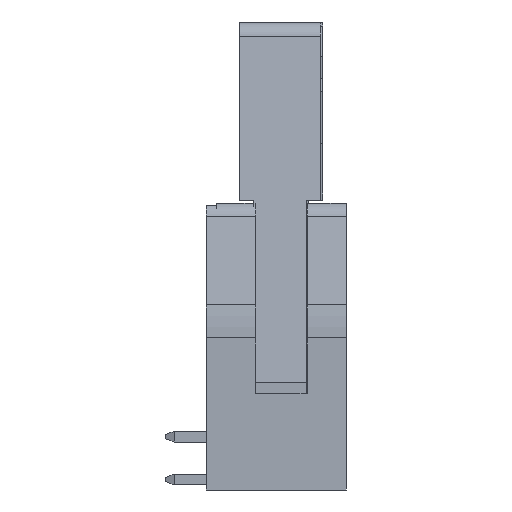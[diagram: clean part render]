
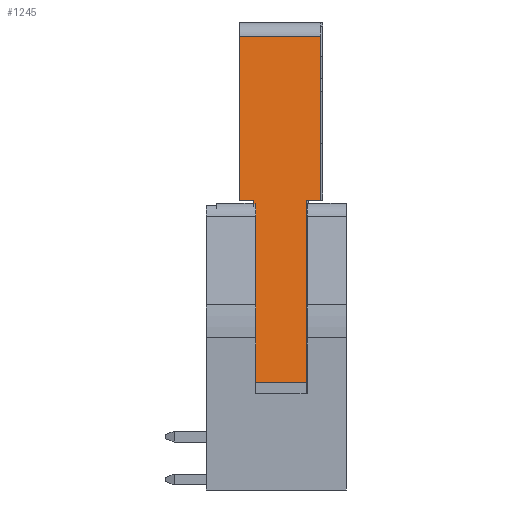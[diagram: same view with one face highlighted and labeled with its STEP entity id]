
A CAD part, left-side view. The second image highlights one B-rep face of the part: STEP entity #1245.
In plain terms, the highlighted face is planar.
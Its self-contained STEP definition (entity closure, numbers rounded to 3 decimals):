
#1245 = ADVANCED_FACE( '', ( #2362 ), #2363, .T. );
#2362 = FACE_OUTER_BOUND( '', #3543, .T. );
#2363 = PLANE( '', #3544 );
#3543 = EDGE_LOOP( '', ( #6194, #6195, #6196, #6197, #6198, #6199, #6200, #6201 ) );
#3544 = AXIS2_PLACEMENT_3D( '', #6202, #6203, #6204 );
#6194 = ORIENTED_EDGE( '', *, *, #8989, .T. );
#6195 = ORIENTED_EDGE( '', *, *, #8990, .F. );
#6196 = ORIENTED_EDGE( '', *, *, #8991, .T. );
#6197 = ORIENTED_EDGE( '', *, *, #8992, .T. );
#6198 = ORIENTED_EDGE( '', *, *, #8993, .F. );
#6199 = ORIENTED_EDGE( '', *, *, #8994, .F. );
#6200 = ORIENTED_EDGE( '', *, *, #7981, .T. );
#6201 = ORIENTED_EDGE( '', *, *, #8889, .F. );
#6202 = CARTESIAN_POINT( '', ( 2., -2.4, 14.239 ) );
#6203 = DIRECTION( '', ( 0.993, 0., 0.118 ) );
#6204 = DIRECTION( '', ( 0.118, 0., -0.993 ) );
#7981 = EDGE_CURVE( '', #9615, #9612, #9616, .T. );
#8889 = EDGE_CURVE( '', #11082, #9612, #11084, .T. );
#8989 = EDGE_CURVE( '', #11082, #11214, #11215, .T. );
#8990 = EDGE_CURVE( '', #11216, #11214, #11217, .T. );
#8991 = EDGE_CURVE( '', #11216, #11218, #11219, .F. );
#8992 = EDGE_CURVE( '', #11218, #11220, #11221, .T. );
#8993 = EDGE_CURVE( '', #11222, #11220, #11223, .T. );
#8994 = EDGE_CURVE( '', #9615, #11222, #11224, .T. );
#9612 = VERTEX_POINT( '', #12014 );
#9615 = VERTEX_POINT( '', #12018 );
#9616 = LINE( '', #12019, #12020 );
#11082 = VERTEX_POINT( '', #14192 );
#11084 = LINE( '', #14195, #14196 );
#11214 = VERTEX_POINT( '', #14389 );
#11215 = LINE( '', #14390, #14391 );
#11216 = VERTEX_POINT( '', #14392 );
#11217 = LINE( '', #14393, #14394 );
#11218 = VERTEX_POINT( '', #14395 );
#11219 = LINE( '', #14396, #14397 );
#11220 = VERTEX_POINT( '', #14398 );
#11221 = LINE( '', #14399, #14400 );
#11222 = VERTEX_POINT( '', #14401 );
#11223 = LINE( '', #14402, #14403 );
#11224 = LINE( '', #14404, #14405 );
#12014 = CARTESIAN_POINT( '', ( 4.65, 1.57, -8.11 ) );
#12018 = CARTESIAN_POINT( '', ( 4.65, -1.57, -8.11 ) );
#12019 = CARTESIAN_POINT( '', ( 4.65, -2.4, -8.11 ) );
#12020 = VECTOR( '', #15183, 1000. );
#14192 = CARTESIAN_POINT( '', ( 3.368, 1.57, 2.703 ) );
#14195 = CARTESIAN_POINT( '', ( 3.368, 1.57, 2.703 ) );
#14196 = VECTOR( '', #16014, 1000. );
#14389 = CARTESIAN_POINT( '', ( 3.368, 2.4, 2.703 ) );
#14390 = CARTESIAN_POINT( '', ( 3.368, 1.57, 2.703 ) );
#14391 = VECTOR( '', #16090, 1000. );
#14392 = CARTESIAN_POINT( '', ( 2.222, 2.4, 12.369 ) );
#14393 = CARTESIAN_POINT( '', ( 2., 2.4, 14.239 ) );
#14394 = VECTOR( '', #16091, 1000. );
#14395 = CARTESIAN_POINT( '', ( 2.222, -2.4, 12.369 ) );
#14396 = CARTESIAN_POINT( '', ( 2.222, -2.4, 12.369 ) );
#14397 = VECTOR( '', #16092, 1000. );
#14398 = CARTESIAN_POINT( '', ( 3.368, -2.4, 2.703 ) );
#14399 = CARTESIAN_POINT( '', ( 2., -2.4, 14.239 ) );
#14400 = VECTOR( '', #16093, 1000. );
#14401 = CARTESIAN_POINT( '', ( 3.368, -1.57, 2.703 ) );
#14402 = CARTESIAN_POINT( '', ( 3.368, -1.57, 2.703 ) );
#14403 = VECTOR( '', #16094, 1000. );
#14404 = CARTESIAN_POINT( '', ( 3.368, -1.57, 2.703 ) );
#14405 = VECTOR( '', #16095, 1000. );
#15183 = DIRECTION( '', ( 0., 1., 0. ) );
#16014 = DIRECTION( '', ( 0.118, 0., -0.993 ) );
#16090 = DIRECTION( '', ( 0., 1., 0. ) );
#16091 = DIRECTION( '', ( 0.118, 0., -0.993 ) );
#16092 = DIRECTION( '', ( 0., 1., 0. ) );
#16093 = DIRECTION( '', ( 0.118, 0., -0.993 ) );
#16094 = DIRECTION( '', ( 0., -1., 0. ) );
#16095 = DIRECTION( '', ( -0.118, 0., 0.993 ) );
